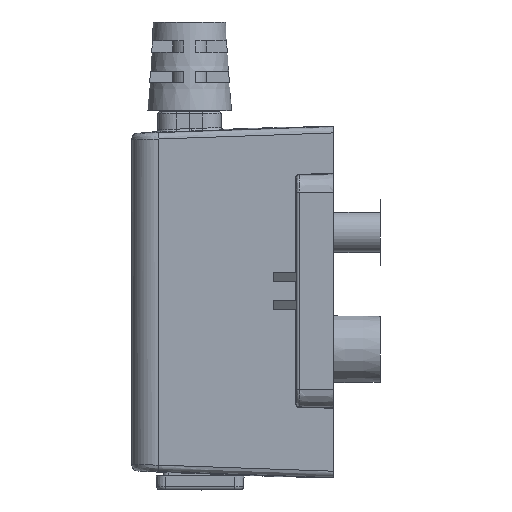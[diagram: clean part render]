
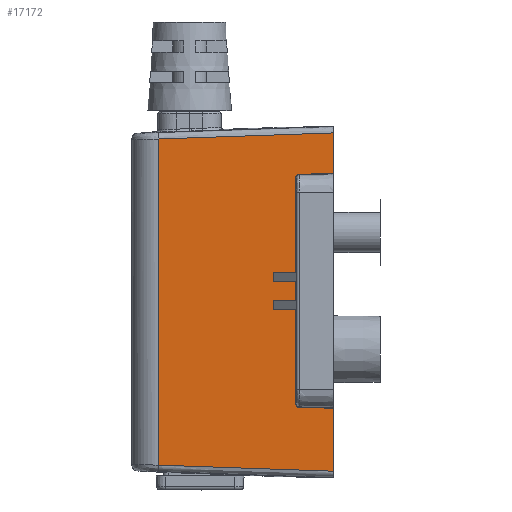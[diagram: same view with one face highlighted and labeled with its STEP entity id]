
A CAD part, left-side view. The second image highlights one B-rep face of the part: STEP entity #17172.
In plain terms, the highlighted planar face has unit normal (-0.999, 0.035, 0).
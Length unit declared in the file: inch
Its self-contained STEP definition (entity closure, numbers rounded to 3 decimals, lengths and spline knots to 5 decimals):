
#656=PLANE('',#18825);
#1590=FACE_OUTER_BOUND('',#2546,.T.);
#2546=EDGE_LOOP('',(#14365,#14366,#14367,#14368,#14369,#14370,#14371,#14372,
#14373,#14374));
#2881=ELLIPSE('',#18690,0.01497,0.01496);
#2884=ELLIPSE('',#18694,0.01497,0.01496);
#4575=LINE('',#33866,#6087);
#4577=LINE('',#33871,#6089);
#4578=LINE('',#33875,#6090);
#4582=LINE('',#33895,#6094);
#4583=LINE('',#33899,#6095);
#4586=LINE('',#33944,#6098);
#4612=LINE('',#34595,#6124);
#4615=LINE('',#34642,#6127);
#6087=VECTOR('',#22353,0.96604);
#6089=VECTOR('',#22357,0.14754);
#6090=VECTOR('',#22362,0.17308);
#6094=VECTOR('',#22368,0.26908);
#6095=VECTOR('',#22375,0.14754);
#6098=VECTOR('',#22390,0.7494);
#6124=VECTOR('',#22534,0.7494);
#6127=VECTOR('',#22549,1.39381);
#7827=VERTEX_POINT('',#33188);
#7828=VERTEX_POINT('',#33189);
#7833=VERTEX_POINT('',#33200);
#7834=VERTEX_POINT('',#33202);
#7902=VERTEX_POINT('',#33869);
#7903=VERTEX_POINT('',#33874);
#7907=VERTEX_POINT('',#33892);
#7908=VERTEX_POINT('',#33894);
#7913=VERTEX_POINT('',#33941);
#7952=VERTEX_POINT('',#34589);
#9961=EDGE_CURVE('',#7827,#7828,#2881,.T.);
#9967=EDGE_CURVE('',#7834,#7833,#2884,.T.);
#10076=EDGE_CURVE('',#7833,#7827,#4575,.T.);
#10078=EDGE_CURVE('',#7828,#7902,#4577,.T.);
#10080=EDGE_CURVE('',#7902,#7903,#4578,.T.);
#10085=EDGE_CURVE('',#7908,#7907,#4582,.T.);
#10088=EDGE_CURVE('',#7907,#7834,#4583,.T.);
#10096=EDGE_CURVE('',#7903,#7913,#4586,.T.);
#10172=EDGE_CURVE('',#7952,#7908,#4612,.T.);
#10180=EDGE_CURVE('',#7952,#7913,#4615,.T.);
#14365=ORIENTED_EDGE('',*,*,#10085,.T.);
#14366=ORIENTED_EDGE('',*,*,#10088,.T.);
#14367=ORIENTED_EDGE('',*,*,#9967,.T.);
#14368=ORIENTED_EDGE('',*,*,#10076,.T.);
#14369=ORIENTED_EDGE('',*,*,#9961,.T.);
#14370=ORIENTED_EDGE('',*,*,#10078,.T.);
#14371=ORIENTED_EDGE('',*,*,#10080,.T.);
#14372=ORIENTED_EDGE('',*,*,#10096,.T.);
#14373=ORIENTED_EDGE('',*,*,#10180,.F.);
#14374=ORIENTED_EDGE('',*,*,#10172,.T.);
#17172=ADVANCED_FACE('',(#1590),#656,.T.);
#18690=AXIS2_PLACEMENT_3D('',#33190,#22165,#22166);
#18694=AXIS2_PLACEMENT_3D('',#33203,#22176,#22177);
#18825=AXIS2_PLACEMENT_3D('',#34641,#22547,#22548);
#22165=DIRECTION('center_axis',(0.999,-0.035,0.));
#22166=DIRECTION('ref_axis',(0.035,0.999,0.));
#22176=DIRECTION('center_axis',(0.999,-0.035,0.));
#22177=DIRECTION('ref_axis',(0.035,0.999,0.));
#22353=DIRECTION('',(0.,0.,1.));
#22357=DIRECTION('',(-0.035,-0.999,0.026));
#22362=DIRECTION('',(0.,0.,1.));
#22368=DIRECTION('',(0.,0.,1.));
#22375=DIRECTION('',(0.035,0.999,0.026));
#22390=DIRECTION('',(0.035,0.999,-0.035));
#22534=DIRECTION('',(-0.035,-0.999,-0.035));
#22547=DIRECTION('center_axis',(-0.999,0.035,0.));
#22548=DIRECTION('ref_axis',(0.,0.,1.));
#22549=DIRECTION('',(0.,0.,1.));
#33188=CARTESIAN_POINT('',(-1.72704,0.16817,0.53102));
#33189=CARTESIAN_POINT('',(-1.72754,0.1536,0.54597));
#33190=CARTESIAN_POINT('Origin',(-1.72756,0.15321,0.53102));
#33200=CARTESIAN_POINT('',(-1.72704,0.16817,-0.43502));
#33202=CARTESIAN_POINT('',(-1.72754,0.1536,-0.44997));
#33203=CARTESIAN_POINT('Origin',(-1.72756,0.15321,-0.43502));
#33866=CARTESIAN_POINT('',(-1.72704,0.16817,-0.43502));
#33869=CARTESIAN_POINT('',(-1.73269,0.0062,0.54983));
#33871=CARTESIAN_POINT('',(-1.72754,0.1536,0.54597));
#33874=CARTESIAN_POINT('',(-1.73269,0.0062,0.72292));
#33875=CARTESIAN_POINT('',(-1.73269,0.0062,0.54983));
#33892=CARTESIAN_POINT('',(-1.73269,0.0062,-0.45383));
#33894=CARTESIAN_POINT('',(-1.73269,0.0062,-0.72292));
#33895=CARTESIAN_POINT('',(-1.73269,0.0062,-0.72292));
#33899=CARTESIAN_POINT('',(-1.73269,0.0062,-0.45383));
#33941=CARTESIAN_POINT('',(-1.70655,0.75469,0.69691));
#33944=CARTESIAN_POINT('',(-1.73269,0.0062,0.72292));
#34589=CARTESIAN_POINT('',(-1.70655,0.75469,-0.69691));
#34595=CARTESIAN_POINT('',(-1.70655,0.75469,-0.69691));
#34641=CARTESIAN_POINT('Origin',(-1.73269,0.0062,-0.45383));
#34642=CARTESIAN_POINT('',(-1.70655,0.75469,-0.69691));
